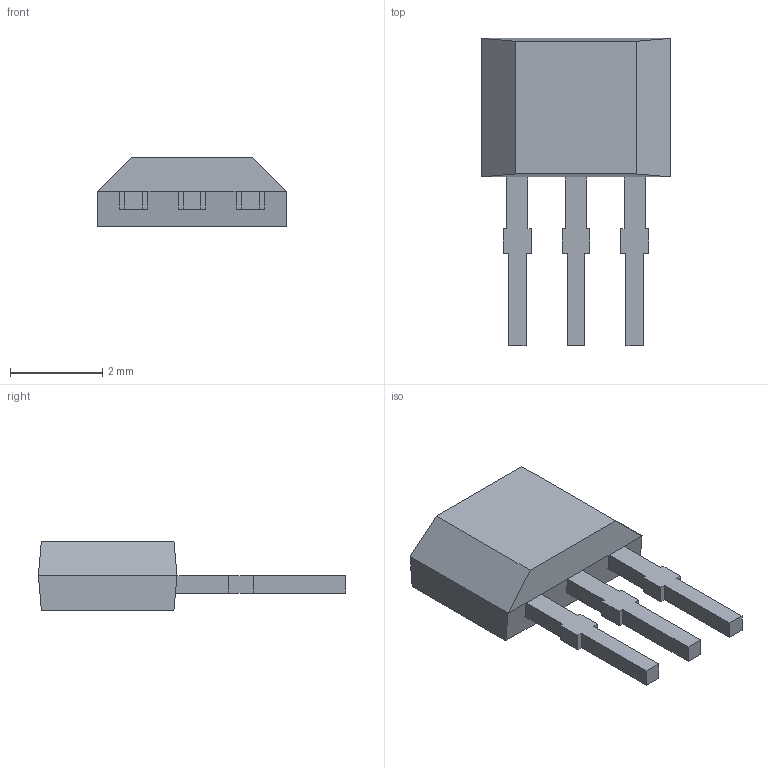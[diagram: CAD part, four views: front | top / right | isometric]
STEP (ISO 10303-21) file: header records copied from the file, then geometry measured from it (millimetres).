
FILE_DESCRIPTION (( 'STEP AP214' ), '1' );
FILE_NAME ('SW3DPS-HALL SENSOR DIP-DEFAULT.STEP', '2009-06-02T01:39:50', ( 'sysAdmin' ), ( 'SolidWorks' ), 'SwSTEP 2.0', 'SolidWorks 2009', '' );
FILE_SCHEMA (( 'AUTOMOTIVE_DESIGN' ));
Length unit declared in the file: millimetre
Products named in the file (1): SW3DPS-HALL SENSOR DIP-DEFAULT
Bounding box: 4.1 x 6.65 x 1.5 mm (x, y, z)
Volume: 18.3 mm3; surface area: 59.4 mm2
Topology: 1 solids, 1 shells, 49 faces, 131 edges, 84 vertices
Faces by surface type: plane 49
Entity records: 1629 total; most frequent: CARTESIAN_POINT 265, ORIENTED_EDGE 262, DIRECTION 231, LINE 131, EDGE_CURVE 131, VECTOR 131, VERTEX_POINT 84, AXIS2_PLACEMENT_3D 50
